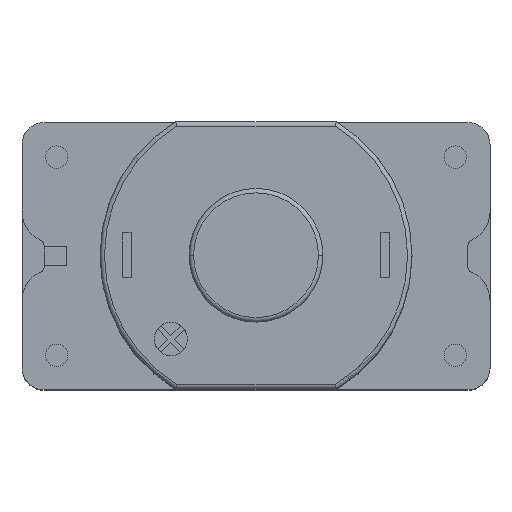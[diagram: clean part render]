
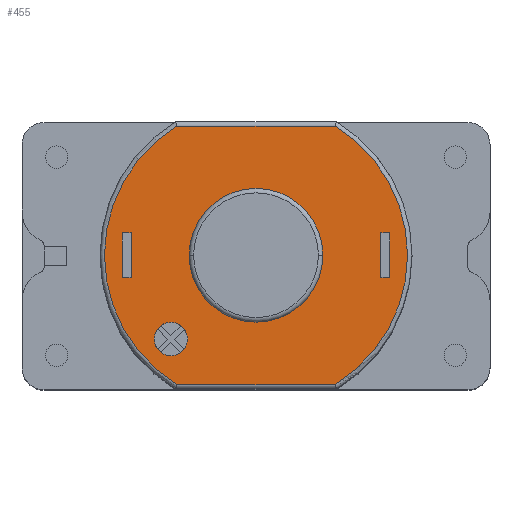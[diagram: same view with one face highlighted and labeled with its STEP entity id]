
A CAD part, top view. The second image highlights one B-rep face of the part: STEP entity #455.
In plain terms, the highlighted planar face has unit normal (0, 0, 1).
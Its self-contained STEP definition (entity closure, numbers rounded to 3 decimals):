
#2=CARTESIAN_POINT('',(0.,0.,18.));
#3=DIRECTION('',(0.,0.,1.));
#4=DIRECTION('',(1.,0.,0.));
#5=AXIS2_PLACEMENT_3D('',#2,#3,#4);
#7=CARTESIAN_POINT('',(0.,0.,18.));
#8=DIRECTION('',(0.,0.,1.));
#9=DIRECTION('',(-1.,0.,0.));
#10=AXIS2_PLACEMENT_3D('',#7,#8,#9);
#12=CARTESIAN_POINT('',(-3.82,-3.76,18.));
#13=DIRECTION('',(0.,0.,1.));
#14=DIRECTION('',(0.,1.,0.));
#15=AXIS2_PLACEMENT_3D('',#12,#13,#14);
#17=CARTESIAN_POINT('',(-3.82,-3.76,18.));
#18=DIRECTION('',(0.,0.,1.));
#19=DIRECTION('',(0.,-1.,0.));
#20=AXIS2_PLACEMENT_3D('',#17,#18,#19);
#22=CARTESIAN_POINT('',(0.,0.,18.));
#23=DIRECTION('',(0.,0.,1.));
#24=DIRECTION('',(0.522,-0.853,0.));
#25=AXIS2_PLACEMENT_3D('',#22,#23,#24);
#27=DIRECTION('',(1.,0.,0.));
#28=VECTOR('',#27,7.099);
#29=CARTESIAN_POINT('',(-3.55,-5.8,18.));
#30=LINE('',#29,#28);
#31=CARTESIAN_POINT('',(0.,0.,18.));
#32=DIRECTION('',(0.,0.,1.));
#33=DIRECTION('',(-0.522,0.853,0.));
#34=AXIS2_PLACEMENT_3D('',#31,#32,#33);
#36=DIRECTION('',(-1.,0.,0.));
#37=VECTOR('',#36,7.099);
#38=CARTESIAN_POINT('',(3.55,5.8,18.));
#39=LINE('',#38,#37);
#336=CARTESIAN_POINT('',(3.,0.,18.));
#337=CARTESIAN_POINT('',(-3.,0.,18.));
#338=VERTEX_POINT('',#336);
#339=VERTEX_POINT('',#337);
#340=CARTESIAN_POINT('',(-3.82,-3.01,18.));
#341=CARTESIAN_POINT('',(-3.82,-4.51,18.));
#342=VERTEX_POINT('',#340);
#343=VERTEX_POINT('',#341);
#408=CARTESIAN_POINT('',(3.55,-5.8,18.));
#409=CARTESIAN_POINT('',(3.55,5.8,18.));
#410=VERTEX_POINT('',#408);
#411=VERTEX_POINT('',#409);
#414=CARTESIAN_POINT('',(-3.55,-5.8,18.));
#415=VERTEX_POINT('',#414);
#418=CARTESIAN_POINT('',(-3.55,5.8,18.));
#419=VERTEX_POINT('',#418);
#428=CARTESIAN_POINT('',(0.,0.,18.));
#429=DIRECTION('',(0.,0.,1.));
#430=DIRECTION('',(1.,0.,0.));
#431=AXIS2_PLACEMENT_3D('',#428,#429,#430);
#432=PLANE('',#431);
#434=ORIENTED_EDGE('',*,*,#433,.F.);
#436=ORIENTED_EDGE('',*,*,#435,.F.);
#438=ORIENTED_EDGE('',*,*,#437,.F.);
#440=ORIENTED_EDGE('',*,*,#439,.F.);
#441=EDGE_LOOP('',(#434,#436,#438,#440));
#442=FACE_OUTER_BOUND('',#441,.F.);
#444=ORIENTED_EDGE('',*,*,#443,.T.);
#446=ORIENTED_EDGE('',*,*,#445,.T.);
#447=EDGE_LOOP('',(#444,#446));
#448=FACE_BOUND('',#447,.F.);
#450=ORIENTED_EDGE('',*,*,#449,.T.);
#452=ORIENTED_EDGE('',*,*,#451,.T.);
#453=EDGE_LOOP('',(#450,#452));
#454=FACE_BOUND('',#453,.F.);
#455=ADVANCED_FACE('',(#442,#448,#454),#432,.T.);
#6=CIRCLE('',#5,3.);
#11=CIRCLE('',#10,3.);
#16=CIRCLE('',#15,0.75);
#21=CIRCLE('',#20,0.75);
#26=CIRCLE('',#25,6.8);
#35=CIRCLE('',#34,6.8);
#433=EDGE_CURVE('',#410,#411,#26,.T.);
#435=EDGE_CURVE('',#415,#410,#30,.T.);
#437=EDGE_CURVE('',#419,#415,#35,.T.);
#439=EDGE_CURVE('',#411,#419,#39,.T.);
#443=EDGE_CURVE('',#342,#343,#16,.T.);
#445=EDGE_CURVE('',#343,#342,#21,.T.);
#449=EDGE_CURVE('',#338,#339,#6,.T.);
#451=EDGE_CURVE('',#339,#338,#11,.T.);
